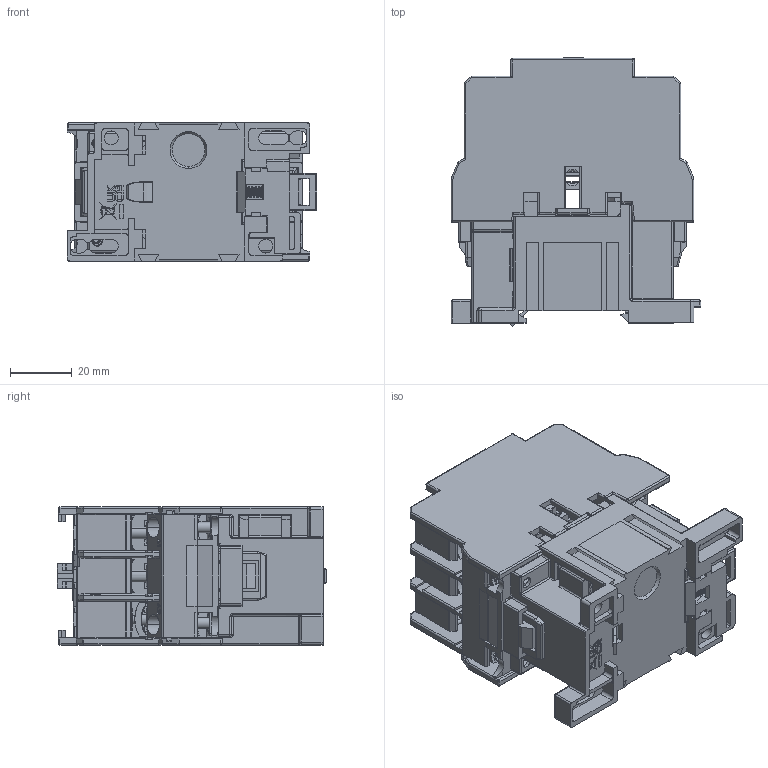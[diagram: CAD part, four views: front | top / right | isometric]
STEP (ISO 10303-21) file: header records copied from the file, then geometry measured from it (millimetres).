
FILE_DESCRIPTION((''),'2;1');
FILE_NAME('KNL22-30_ASM','2023-09-04T12:48:05',('pkristl'),('Audax d.o.o.'),'CREO PARAMETRIC BY PTC INC, 2020454','CREO PARAMETRIC BY PTC INC, 2020454','');
FILE_SCHEMA(('AP242_MANAGED_MODEL_BASED_3D_ENGINEERING_MIM_LF { 1 0 10303 442 1 1 4 }'));
Products named in the file (36): 37423906_44; 37430049_72; 37551823_RAZBREMENJEN_14; 37551824_RAZBREMENJEN_14; M35_54; P-M35_19; 38300102_ASM_21_ASM; 38502272_ASM_33_ASM; 224120707_13; PLOSCICA_4PIKA5-4PIKA5_7; 38552399_ASM_20_ASM; 37300728_6; 37300729_9; 38300094_ASM_5_ASM; 37424088_85; 37424090_18; 37200646_F1_10; 38422745_ASM_16_ASM; 37423909_32; 37423908_15; 37421927_VGRAJEN_13; 38150124_ASM_44_ASM; 38150162_ASM_26_ASM; 37150134_ASM_48_ASM; 38150230_ASM_17_ASM; 37423907_21; 38551993_ASM_18_ASM; 38422747_ASM_10_ASM; 37250443_17_ASM; 38150125_ASM_47_ASM; 38150229_ASM_8_ASM; 38422747_S_KOTVIJO_ASM_20_ASM; 37422866_22; 37424121_7; 30050470_ASM_64_ASM; KNL22-30_ASM
Assembly tree (50 placements, depth 5):
  KNL22-30_ASM
    30050470_ASM_64_ASM
      37423906_44
      38502272_ASM_33_ASM
        37430049_72
        37551823_RAZBREMENJEN_14
        37551824_RAZBREMENJEN_14
        38300102_ASM_21_ASM  x3
          M35_54
          P-M35_19
      38552399_ASM_20_ASM  x6
        224120707_13
        PLOSCICA_4PIKA5-4PIKA5_7
      38300094_ASM_5_ASM  x6
        37300728_6
        37300729_9
      38422745_ASM_16_ASM
        37424088_85
        37424090_18
        37200646_F1_10
      37423909_32
      37423908_15  x2
      37421927_VGRAJEN_13
      38150162_ASM_26_ASM
        38150124_ASM_44_ASM
      38150230_ASM_17_ASM
        37150134_ASM_48_ASM
      38422747_S_KOTVIJO_ASM_20_ASM
        38422747_ASM_10_ASM
          37423907_21
          38551993_ASM_18_ASM  x3
        37250443_17_ASM
        38150125_ASM_47_ASM
        38150229_ASM_8_ASM
      37422866_22
      37424121_7
Bounding box: 80.75 x 87.26 x 44.7 mm (x, y, z)
Volume: 90975.9 mm3; surface area: 113187.4 mm2
Topology: 44 solids, 44 shells, 5371 faces, 15542 edges, 10474 vertices
Faces by surface type: plane 3405, cylinder 1130, torus 326, bspline 249, cone 181, sphere 68, extrusion 12
Entity records: 189673 total; most frequent: CARTESIAN_POINT 38575, ORIENTED_EDGE 22910, DIRECTION 21668, PRESENTATION_STYLE_ASSIGNMENT 12009, STYLED_ITEM 11586, EDGE_CURVE 11455, CURVE_STYLE 11380, VECTOR 8914
